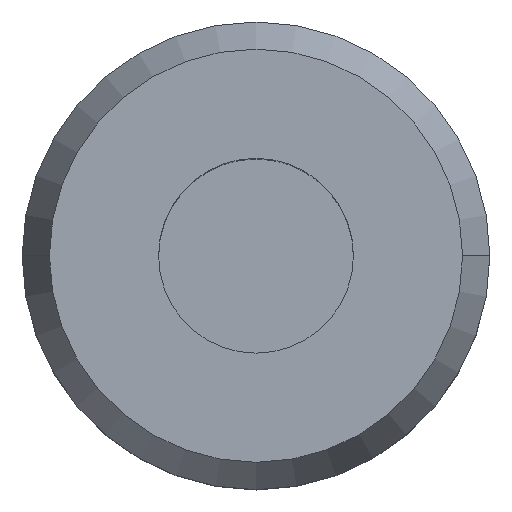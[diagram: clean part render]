
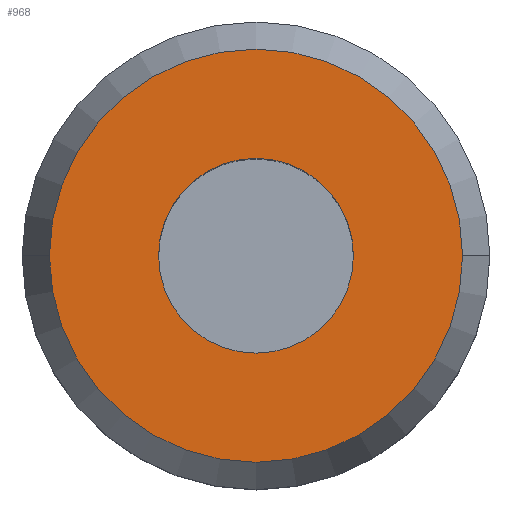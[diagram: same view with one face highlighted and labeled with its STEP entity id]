
A CAD part, top view. The second image highlights one B-rep face of the part: STEP entity #968.
In plain terms, the highlighted planar face has unit normal (0, 0, 1).
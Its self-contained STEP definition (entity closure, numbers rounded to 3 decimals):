
#8 = CIRCLE ( 'NONE', #1690, 26.5 ) ;
#35 = DIRECTION ( 'NONE',  ( -1., 0., 0. ) ) ;
#81 = DIRECTION ( 'NONE',  ( 0., 0., -1. ) ) ;
#162 = DIRECTION ( 'NONE',  ( 0., 0., -1. ) ) ;
#227 = VERTEX_POINT ( 'NONE', #287 ) ;
#247 = DIRECTION ( 'NONE',  ( 1., 0., 0. ) ) ;
#274 = ORIENTED_EDGE ( 'NONE', *, *, #1089, .F. ) ;
#286 = AXIS2_PLACEMENT_3D ( 'NONE', #335, #81, #1667 ) ;
#287 = CARTESIAN_POINT ( 'NONE',  ( -12.5, 0., 76. ) ) ;
#335 = CARTESIAN_POINT ( 'NONE',  ( 0., 0., 76. ) ) ;
#381 = VERTEX_POINT ( 'NONE', #708 ) ;
#407 = FACE_BOUND ( 'NONE', #1635, .T. ) ;
#510 = PLANE ( 'NONE',  #1204 ) ;
#593 = EDGE_CURVE ( 'NONE', #828, #227, #1208, .T. ) ;
#602 = CIRCLE ( 'NONE', #286, 26.5 ) ;
#668 = CARTESIAN_POINT ( 'NONE',  ( 26.5, 0., 76. ) ) ;
#696 = DIRECTION ( 'NONE',  ( 0., 0., 1. ) ) ;
#703 = DIRECTION ( 'NONE',  ( -1., 0., 0. ) ) ;
#708 = CARTESIAN_POINT ( 'NONE',  ( -26.5, 0., 76. ) ) ;
#731 = DIRECTION ( 'NONE',  ( 0., 0., -1. ) ) ;
#802 = AXIS2_PLACEMENT_3D ( 'NONE', #1491, #1111, #35 ) ;
#804 = ORIENTED_EDGE ( 'NONE', *, *, #1540, .F. ) ;
#828 = VERTEX_POINT ( 'NONE', #1052 ) ;
#881 = CIRCLE ( 'NONE', #802, 12.5 ) ;
#919 = AXIS2_PLACEMENT_3D ( 'NONE', #1527, #731, #1657 ) ;
#953 = CARTESIAN_POINT ( 'NONE',  ( 0., 0., 76. ) ) ;
#968 = ADVANCED_FACE ( 'NONE', ( #407, #1546 ), #510, .T. ) ;
#1052 = CARTESIAN_POINT ( 'NONE',  ( 12.5, 0., 76. ) ) ;
#1089 = EDGE_CURVE ( 'NONE', #1428, #381, #602, .T. ) ;
#1111 = DIRECTION ( 'NONE',  ( 0., 0., -1. ) ) ;
#1176 = ORIENTED_EDGE ( 'NONE', *, *, #1441, .T. ) ;
#1204 = AXIS2_PLACEMENT_3D ( 'NONE', #1345, #696, #247 ) ;
#1208 = CIRCLE ( 'NONE', #919, 12.5 ) ;
#1345 = CARTESIAN_POINT ( 'NONE',  ( 0., 26.5, 76. ) ) ;
#1368 = EDGE_LOOP ( 'NONE', ( #804, #274 ) ) ;
#1428 = VERTEX_POINT ( 'NONE', #668 ) ;
#1441 = EDGE_CURVE ( 'NONE', #227, #828, #881, .T. ) ;
#1491 = CARTESIAN_POINT ( 'NONE',  ( 0., 0., 76. ) ) ;
#1527 = CARTESIAN_POINT ( 'NONE',  ( 0., 0., 76. ) ) ;
#1540 = EDGE_CURVE ( 'NONE', #381, #1428, #8, .T. ) ;
#1546 = FACE_OUTER_BOUND ( 'NONE', #1368, .T. ) ;
#1635 = EDGE_LOOP ( 'NONE', ( #1176, #1718 ) ) ;
#1657 = DIRECTION ( 'NONE',  ( -1., 0., 0. ) ) ;
#1667 = DIRECTION ( 'NONE',  ( -1., 0., 0. ) ) ;
#1690 = AXIS2_PLACEMENT_3D ( 'NONE', #953, #162, #703 ) ;
#1718 = ORIENTED_EDGE ( 'NONE', *, *, #593, .T. ) ;
